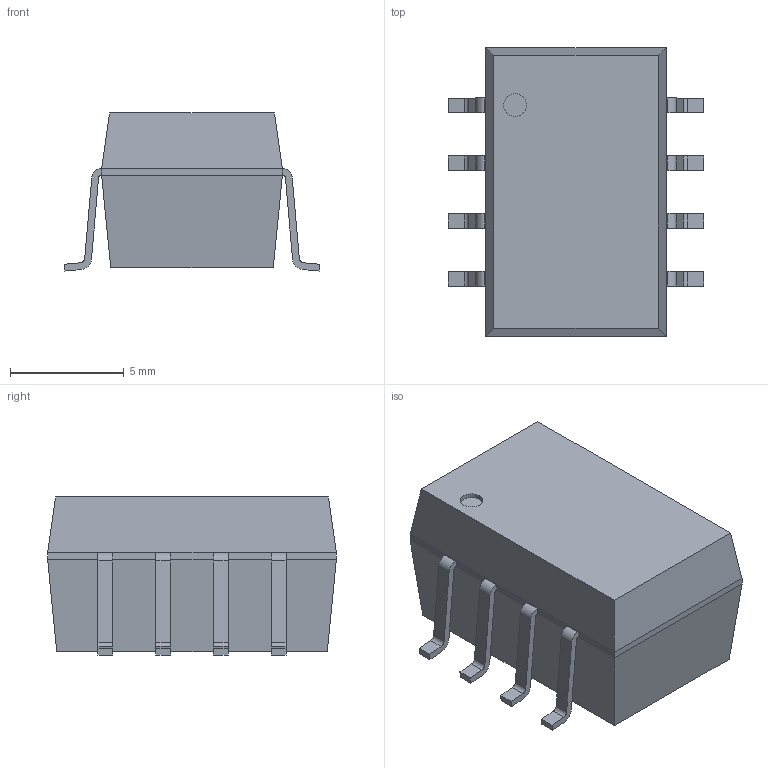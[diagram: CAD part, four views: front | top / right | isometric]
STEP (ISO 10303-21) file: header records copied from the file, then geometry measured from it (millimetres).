
FILE_DESCRIPTION((''),'2;1');
FILE_NAME('SOIC127P1110X695-8_14N.stp','2010-05-10T17:16:26',(''),(''),'Mechanical Desktop 2010','Mechanical Desktop 2010',', , ');
FILE_SCHEMA(('AUTOMOTIVE_DESIGN { 1 2 10303 214 1 1 1 1 }'));
Length unit declared in the file: millimetre
Products named in the file (1): Product
Bounding box: 11.25 x 12.7 x 6.95 mm (x, y, z)
Volume: 644.7 mm3; surface area: 527.9 mm2
Topology: 9 solids, 9 shells, 129 faces, 322 edges, 212 vertices
Faces by surface type: bspline 56, plane 55, cylinder 18
Entity records: 4072 total; most frequent: CARTESIAN_POINT 1056, ORIENTED_EDGE 644, DIRECTION 538, EDGE_CURVE 322, VECTOR 254, LINE 254, VERTEX_POINT 212, AXIS2_PLACEMENT_3D 142
